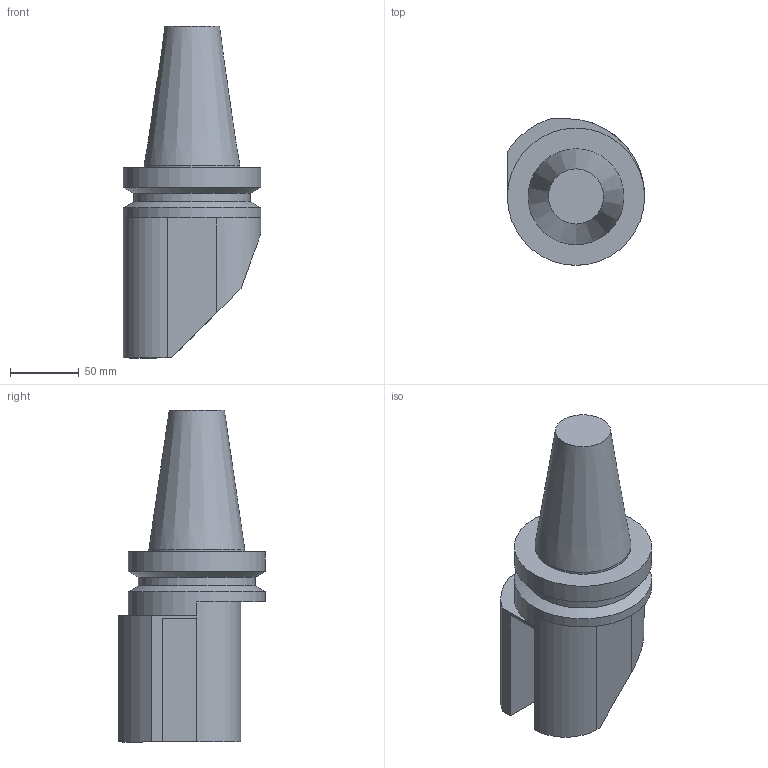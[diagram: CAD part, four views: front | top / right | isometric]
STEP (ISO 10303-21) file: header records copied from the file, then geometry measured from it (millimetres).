
FILE_DESCRIPTION((''),'1');
FILE_NAME('BBT50M-180-BH25L-140.stp','2017-05-02T05:32:19',(''),(''),'Spatial Interop R21 SP3','Kubotek KeyCreator 2011 V10.0.2 (22737)',' ');
FILE_SCHEMA(('automotive_design'));
Length unit declared in the file: millimetre
Products named in the file (1): Unnamed[1]
Bounding box: 100 x 107 x 241.8 mm (x, y, z)
Volume: 1069929.3 mm3; surface area: 76918.2 mm2
Topology: 1 solids, 1 shells, 25 faces, 58 edges, 36 vertices
Faces by surface type: plane 14, cylinder 8, cone 3
Full cylindrical faces by diameter (mm): 69.85 x1, 85 x1, 100 x2
Entity records: 1242 total; most frequent: DIRECTION 122, CARTESIAN_POINT 111, PRESENTATION_STYLE_ASSIGNMENT 102, COLOUR_RGB 102, ORIENTED_EDGE 100, STYLED_ITEM 76, CURVE_STYLE 76, DRAUGHTING_PRE_DEFINED_CURVE_FONT 76
